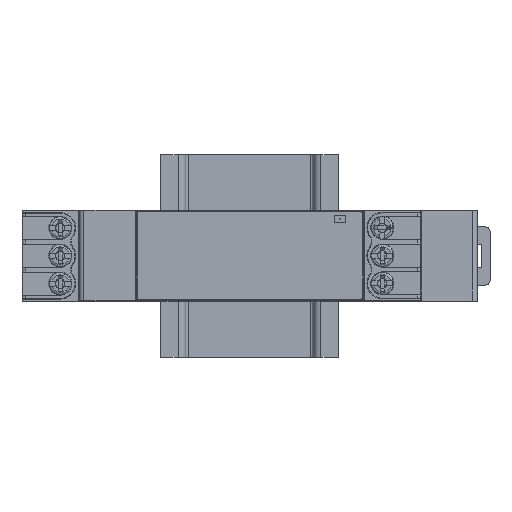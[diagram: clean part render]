
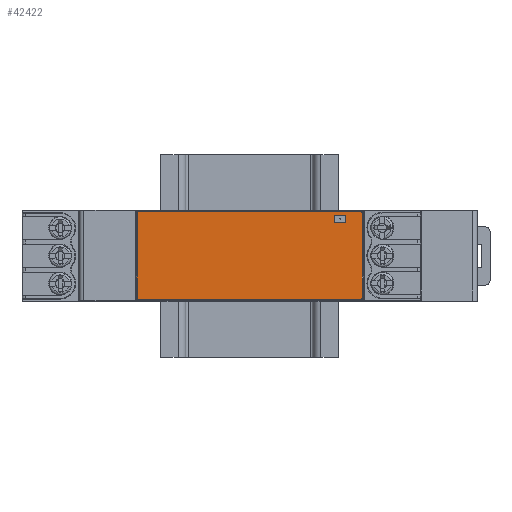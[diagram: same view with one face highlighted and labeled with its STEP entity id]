
A CAD part, top view. The second image highlights one B-rep face of the part: STEP entity #42422.
In plain terms, the highlighted planar face has unit normal (0, 0, 1).
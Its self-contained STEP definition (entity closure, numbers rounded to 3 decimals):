
#863=B_SPLINE_CURVE_WITH_KNOTS('',3,(#69383,#69384,#69385,#69386),
 .UNSPECIFIED.,.F.,.F.,(4,4),(0.,1.),.UNSPECIFIED.);
#864=B_SPLINE_CURVE_WITH_KNOTS('',3,(#69387,#69388,#69389,#69390),
 .UNSPECIFIED.,.F.,.F.,(4,4),(0.,1.),.UNSPECIFIED.);
#865=B_SPLINE_CURVE_WITH_KNOTS('',3,(#69391,#69392,#69393,#69394),
 .UNSPECIFIED.,.F.,.F.,(4,4),(0.,1.),.UNSPECIFIED.);
#866=B_SPLINE_CURVE_WITH_KNOTS('',3,(#69395,#69396,#69397,#69398),
 .UNSPECIFIED.,.F.,.F.,(4,4),(0.,1.),.UNSPECIFIED.);
#867=B_SPLINE_CURVE_WITH_KNOTS('',3,(#69399,#69400,#69401,#69402),
 .UNSPECIFIED.,.F.,.F.,(4,4),(0.,1.),.UNSPECIFIED.);
#2299=PLANE('',#45549);
#6234=LINE('',#69289,#10551);
#6235=LINE('',#69297,#10552);
#6238=LINE('',#69319,#10555);
#6240=LINE('',#69334,#10557);
#6249=LINE('',#69376,#10566);
#6250=LINE('',#69379,#10567);
#6251=LINE('',#69381,#10568);
#10551=VECTOR('',#53393,1000.);
#10552=VECTOR('',#53396,1000.);
#10555=VECTOR('',#53401,1000.);
#10557=VECTOR('',#53405,1000.);
#10566=VECTOR('',#53432,1000.);
#10567=VECTOR('',#53433,1000.);
#10568=VECTOR('',#53434,1000.);
#19336=ORIENTED_EDGE('',*,*,#28271,.T.);
#19337=ORIENTED_EDGE('',*,*,#28272,.T.);
#19338=ORIENTED_EDGE('',*,*,#28273,.T.);
#19339=ORIENTED_EDGE('',*,*,#28274,.F.);
#19340=ORIENTED_EDGE('',*,*,#28250,.F.);
#19341=ORIENTED_EDGE('',*,*,#28275,.T.);
#19342=ORIENTED_EDGE('',*,*,#28242,.T.);
#19343=ORIENTED_EDGE('',*,*,#28276,.T.);
#19344=ORIENTED_EDGE('',*,*,#28244,.T.);
#19345=ORIENTED_EDGE('',*,*,#28277,.T.);
#19346=ORIENTED_EDGE('',*,*,#28254,.F.);
#19347=ORIENTED_EDGE('',*,*,#28278,.T.);
#28242=EDGE_CURVE('',#33221,#33224,#6234,.T.);
#28244=EDGE_CURVE('',#33227,#33225,#6235,.T.);
#28250=EDGE_CURVE('',#33232,#33229,#6238,.T.);
#28254=EDGE_CURVE('',#33236,#33233,#6240,.T.);
#28271=EDGE_CURVE('',#33245,#33246,#6249,.T.);
#28272=EDGE_CURVE('',#33246,#33247,#6250,.T.);
#28273=EDGE_CURVE('',#33247,#33248,#6251,.T.);
#28274=EDGE_CURVE('',#33245,#33248,#863,.F.);
#28275=EDGE_CURVE('',#33232,#33221,#864,.T.);
#28276=EDGE_CURVE('',#33224,#33227,#865,.T.);
#28277=EDGE_CURVE('',#33225,#33233,#866,.T.);
#28278=EDGE_CURVE('',#33236,#33229,#867,.T.);
#33221=VERTEX_POINT('',#69280);
#33224=VERTEX_POINT('',#69288);
#33225=VERTEX_POINT('',#69295);
#33227=VERTEX_POINT('',#69298);
#33229=VERTEX_POINT('',#69310);
#33232=VERTEX_POINT('',#69318);
#33233=VERTEX_POINT('',#69325);
#33236=VERTEX_POINT('',#69333);
#33245=VERTEX_POINT('',#69377);
#33246=VERTEX_POINT('',#69378);
#33247=VERTEX_POINT('',#69380);
#33248=VERTEX_POINT('',#69382);
#36580=EDGE_LOOP('',(#19336,#19337,#19338,#19339));
#36581=EDGE_LOOP('',(#19340,#19341,#19342,#19343,#19344,#19345,#19346,#19347));
#39263=FACE_BOUND('',#36580,.T.);
#39264=FACE_BOUND('',#36581,.T.);
#42422=ADVANCED_FACE('',(#39263,#39264),#2299,.T.);
#45549=AXIS2_PLACEMENT_3D('',#69375,#53430,#53431);
#53393=DIRECTION('',(0.,1.,0.));
#53396=DIRECTION('',(-1.,0.,0.));
#53401=DIRECTION('',(-1.,0.,0.));
#53405=DIRECTION('',(0.,1.,0.));
#53430=DIRECTION('',(0.,0.,1.));
#53431=DIRECTION('',(1.,0.,0.));
#53432=DIRECTION('',(0.,1.,0.));
#53433=DIRECTION('',(1.,0.,0.));
#53434=DIRECTION('',(0.,-1.,0.));
#69280=CARTESIAN_POINT('',(20.555,1.731,42.527));
#69288=CARTESIAN_POINT('',(20.555,18.569,42.527));
#69289=CARTESIAN_POINT('',(20.555,19.1,42.527));
#69295=CARTESIAN_POINT('',(-23.634,18.819,42.527));
#69297=CARTESIAN_POINT('',(22.523,18.819,42.527));
#69298=CARTESIAN_POINT('',(20.305,18.819,42.527));
#69310=CARTESIAN_POINT('',(-23.634,1.481,42.527));
#69318=CARTESIAN_POINT('',(20.305,1.481,42.527));
#69319=CARTESIAN_POINT('',(22.523,1.481,42.527));
#69325=CARTESIAN_POINT('',(-23.884,18.569,42.527));
#69333=CARTESIAN_POINT('',(-23.884,1.731,42.527));
#69334=CARTESIAN_POINT('',(-23.884,-0.07,42.527));
#69375=CARTESIAN_POINT('',(22.523,-0.07,42.527));
#69376=CARTESIAN_POINT('',(15.131,-0.07,42.527));
#69377=CARTESIAN_POINT('',(15.131,16.608,42.527));
#69378=CARTESIAN_POINT('',(15.131,18.099,42.527));
#69379=CARTESIAN_POINT('',(22.523,18.099,42.527));
#69380=CARTESIAN_POINT('',(17.234,18.099,42.527));
#69381=CARTESIAN_POINT('',(17.234,-0.07,42.527));
#69382=CARTESIAN_POINT('',(17.234,16.608,42.527));
#69383=CARTESIAN_POINT('',(17.234,16.608,42.527));
#69384=CARTESIAN_POINT('',(16.533,16.608,42.527));
#69385=CARTESIAN_POINT('',(15.832,16.608,42.527));
#69386=CARTESIAN_POINT('',(15.131,16.608,42.527));
#69387=CARTESIAN_POINT('',(20.305,1.481,42.527));
#69388=CARTESIAN_POINT('',(20.436,1.481,42.527));
#69389=CARTESIAN_POINT('',(20.555,1.597,42.527));
#69390=CARTESIAN_POINT('',(20.555,1.731,42.527));
#69391=CARTESIAN_POINT('',(20.555,18.569,42.527));
#69392=CARTESIAN_POINT('',(20.555,18.701,42.527));
#69393=CARTESIAN_POINT('',(20.438,18.819,42.527));
#69394=CARTESIAN_POINT('',(20.305,18.819,42.527));
#69395=CARTESIAN_POINT('',(-23.634,18.819,42.527));
#69396=CARTESIAN_POINT('',(-23.766,18.819,42.527));
#69397=CARTESIAN_POINT('',(-23.884,18.703,42.527));
#69398=CARTESIAN_POINT('',(-23.884,18.569,42.527));
#69399=CARTESIAN_POINT('',(-23.884,1.731,42.527));
#69400=CARTESIAN_POINT('',(-23.884,1.599,42.527));
#69401=CARTESIAN_POINT('',(-23.768,1.481,42.527));
#69402=CARTESIAN_POINT('',(-23.634,1.481,42.527));
